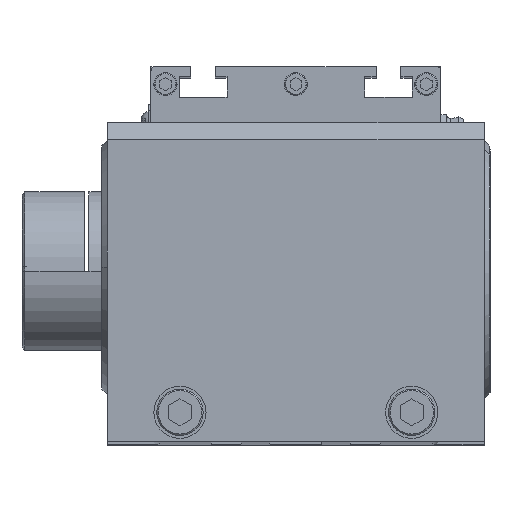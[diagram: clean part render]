
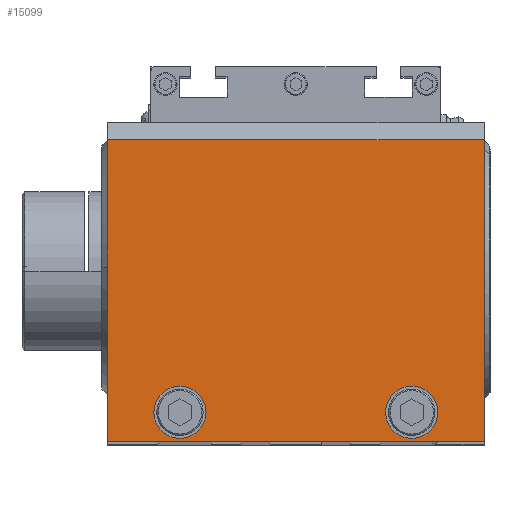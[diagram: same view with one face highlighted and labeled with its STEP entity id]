
A CAD part, top view. The second image highlights one B-rep face of the part: STEP entity #15099.
In plain terms, the highlighted face is planar.
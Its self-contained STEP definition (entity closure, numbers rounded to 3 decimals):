
#635 = DIRECTION ( 'NONE',  ( -1., 0., 0. ) ) ;
#677 = CARTESIAN_POINT ( 'NONE',  ( -40., 10., -110. ) ) ;
#886 = FACE_OUTER_BOUND ( 'NONE', #3133, .T. ) ;
#1608 = ORIENTED_EDGE ( 'NONE', *, *, #26769, .F. ) ;
#1901 = CARTESIAN_POINT ( 'NONE',  ( 65., 104., -110. ) ) ;
#2592 = AXIS2_PLACEMENT_3D ( 'NONE', #677, #17891, #11965 ) ;
#3133 = EDGE_LOOP ( 'NONE', ( #3401, #4125, #27942, #20163 ) ) ;
#3340 = VERTEX_POINT ( 'NONE', #25308 ) ;
#3401 = ORIENTED_EDGE ( 'NONE', *, *, #31536, .F. ) ;
#3582 = VECTOR ( 'NONE', #11132, 1000. ) ;
#3913 = CARTESIAN_POINT ( 'NONE',  ( -65., 0., -110. ) ) ;
#4125 = ORIENTED_EDGE ( 'NONE', *, *, #7601, .T. ) ;
#4312 = PLANE ( 'NONE',  #26699 ) ;
#6226 = VERTEX_POINT ( 'NONE', #1901 ) ;
#7231 = DIRECTION ( 'NONE',  ( -1., 0., 0. ) ) ;
#7574 = VERTEX_POINT ( 'NONE', #34032 ) ;
#7601 = EDGE_CURVE ( 'NONE', #35680, #6226, #13501, .T. ) ;
#7661 = FACE_BOUND ( 'NONE', #35860, .T. ) ;
#7923 = ORIENTED_EDGE ( 'NONE', *, *, #20601, .F. ) ;
#8232 = CARTESIAN_POINT ( 'NONE',  ( -65., 0., -110. ) ) ;
#8856 = VECTOR ( 'NONE', #19197, 1000. ) ;
#9427 = EDGE_CURVE ( 'NONE', #17743, #7574, #31712, .T. ) ;
#9772 = LINE ( 'NONE', #36282, #8856 ) ;
#10207 = EDGE_CURVE ( 'NONE', #34718, #23233, #9772, .T. ) ;
#11132 = DIRECTION ( 'NONE',  ( 1., 0., 0. ) ) ;
#11447 = VECTOR ( 'NONE', #34197, 1000. ) ;
#11556 = CARTESIAN_POINT ( 'NONE',  ( 65., 0., -110. ) ) ;
#11880 = LINE ( 'NONE', #3913, #11447 ) ;
#11965 = DIRECTION ( 'NONE',  ( -1., 0., 0. ) ) ;
#12300 = DIRECTION ( 'NONE',  ( 0., 0., -1. ) ) ;
#13501 = LINE ( 'NONE', #33894, #3582 ) ;
#13875 = DIRECTION ( 'NONE',  ( 0., 1., 0. ) ) ;
#13890 = FACE_BOUND ( 'NONE', #31630, .T. ) ;
#14050 = CARTESIAN_POINT ( 'NONE',  ( 31., 10., -110. ) ) ;
#14118 = EDGE_CURVE ( 'NONE', #23233, #6226, #24747, .T. ) ;
#14965 = CARTESIAN_POINT ( 'NONE',  ( -40., 10., -110. ) ) ;
#15099 = ADVANCED_FACE ( 'NONE', ( #13890, #7661, #886 ), #4312, .T. ) ;
#15370 = AXIS2_PLACEMENT_3D ( 'NONE', #14965, #17846, #635 ) ;
#15516 = AXIS2_PLACEMENT_3D ( 'NONE', #29453, #12300, #32106 ) ;
#16525 = CIRCLE ( 'NONE', #33549, 9. ) ;
#17743 = VERTEX_POINT ( 'NONE', #32682 ) ;
#17846 = DIRECTION ( 'NONE',  ( 0., 0., -1. ) ) ;
#17891 = DIRECTION ( 'NONE',  ( 0., 0., -1. ) ) ;
#19197 = DIRECTION ( 'NONE',  ( 1., 0., 0. ) ) ;
#19544 = CARTESIAN_POINT ( 'NONE',  ( 65., 0., -110. ) ) ;
#20163 = ORIENTED_EDGE ( 'NONE', *, *, #10207, .F. ) ;
#20381 = EDGE_CURVE ( 'NONE', #3340, #23801, #16525, .T. ) ;
#20601 = EDGE_CURVE ( 'NONE', #7574, #17743, #27647, .T. ) ;
#22521 = DIRECTION ( 'NONE',  ( -1., 0., 0. ) ) ;
#22587 = DIRECTION ( 'NONE',  ( 0., 0., -1. ) ) ;
#23233 = VERTEX_POINT ( 'NONE', #11556 ) ;
#23801 = VERTEX_POINT ( 'NONE', #14050 ) ;
#24376 = DIRECTION ( 'NONE',  ( 0., 0., -1. ) ) ;
#24747 = LINE ( 'NONE', #19544, #30552 ) ;
#25308 = CARTESIAN_POINT ( 'NONE',  ( 49., 10., -110. ) ) ;
#26699 = AXIS2_PLACEMENT_3D ( 'NONE', #30490, #24376, #7231 ) ;
#26769 = EDGE_CURVE ( 'NONE', #23801, #3340, #27503, .T. ) ;
#26801 = ORIENTED_EDGE ( 'NONE', *, *, #20381, .F. ) ;
#27503 = CIRCLE ( 'NONE', #15516, 9. ) ;
#27647 = CIRCLE ( 'NONE', #15370, 9. ) ;
#27942 = ORIENTED_EDGE ( 'NONE', *, *, #14118, .F. ) ;
#29453 = CARTESIAN_POINT ( 'NONE',  ( 40., 10., -110. ) ) ;
#30490 = CARTESIAN_POINT ( 'NONE',  ( 0., 0., -110. ) ) ;
#30552 = VECTOR ( 'NONE', #13875, 1000. ) ;
#31536 = EDGE_CURVE ( 'NONE', #35680, #34718, #11880, .T. ) ;
#31630 = EDGE_LOOP ( 'NONE', ( #1608, #26801 ) ) ;
#31712 = CIRCLE ( 'NONE', #2592, 9. ) ;
#32106 = DIRECTION ( 'NONE',  ( -1., 0., 0. ) ) ;
#32198 = CARTESIAN_POINT ( 'NONE',  ( -65., 104., -110. ) ) ;
#32682 = CARTESIAN_POINT ( 'NONE',  ( -49., 10., -110. ) ) ;
#33549 = AXIS2_PLACEMENT_3D ( 'NONE', #36863, #22587, #22521 ) ;
#33894 = CARTESIAN_POINT ( 'NONE',  ( 0., 104., -110. ) ) ;
#34032 = CARTESIAN_POINT ( 'NONE',  ( -31., 10., -110. ) ) ;
#34197 = DIRECTION ( 'NONE',  ( 0., -1., 0. ) ) ;
#34536 = ORIENTED_EDGE ( 'NONE', *, *, #9427, .F. ) ;
#34718 = VERTEX_POINT ( 'NONE', #8232 ) ;
#35680 = VERTEX_POINT ( 'NONE', #32198 ) ;
#35860 = EDGE_LOOP ( 'NONE', ( #34536, #7923 ) ) ;
#36282 = CARTESIAN_POINT ( 'NONE',  ( -65., 0., -110. ) ) ;
#36863 = CARTESIAN_POINT ( 'NONE',  ( 40., 10., -110. ) ) ;
